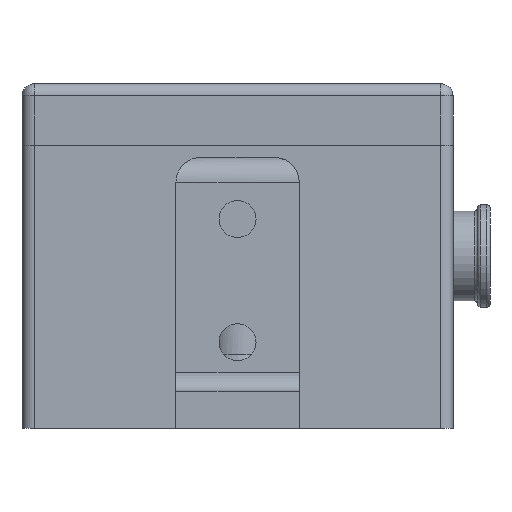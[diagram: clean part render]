
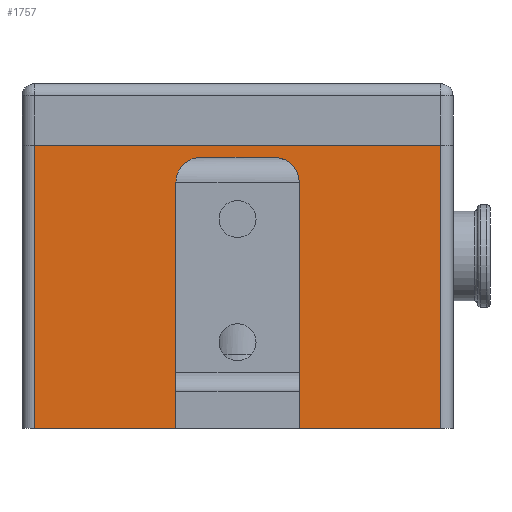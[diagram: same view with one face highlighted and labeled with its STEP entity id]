
A CAD part, front view. The second image highlights one B-rep face of the part: STEP entity #1757.
In plain terms, the highlighted planar face has unit normal (0, -1, 0).
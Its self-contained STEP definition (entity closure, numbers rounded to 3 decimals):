
#43=FACE_BOUND('',#593,.T.);
#44=FACE_BOUND('',#594,.T.);
#80=PLANE('',#1963);
#158=LINE('',#2925,#286);
#162=LINE('',#2938,#290);
#163=LINE('',#2941,#291);
#164=LINE('',#2942,#292);
#286=VECTOR('',#2377,10.);
#290=VECTOR('',#2393,10.);
#291=VECTOR('',#2396,10.);
#292=VECTOR('',#2397,10.);
#469=FACE_OUTER_BOUND('',#592,.T.);
#592=EDGE_LOOP('',(#1451,#1452,#1453,#1454));
#593=EDGE_LOOP('',(#1455));
#594=EDGE_LOOP('',(#1456));
#698=CIRCLE('',#1895,1.5);
#700=CIRCLE('',#1898,1.5);
#822=VERTEX_POINT('',#2784);
#824=VERTEX_POINT('',#2790);
#874=VERTEX_POINT('',#2922);
#875=VERTEX_POINT('',#2924);
#878=VERTEX_POINT('',#2936);
#879=VERTEX_POINT('',#2940);
#1011=EDGE_CURVE('',#822,#822,#698,.T.);
#1014=EDGE_CURVE('',#824,#824,#700,.T.);
#1079=EDGE_CURVE('',#874,#875,#158,.T.);
#1086=EDGE_CURVE('',#878,#874,#162,.T.);
#1087=EDGE_CURVE('',#879,#878,#163,.T.);
#1088=EDGE_CURVE('',#875,#879,#164,.T.);
#1451=ORIENTED_EDGE('',*,*,#1086,.F.);
#1452=ORIENTED_EDGE('',*,*,#1087,.F.);
#1453=ORIENTED_EDGE('',*,*,#1088,.F.);
#1454=ORIENTED_EDGE('',*,*,#1079,.F.);
#1455=ORIENTED_EDGE('',*,*,#1011,.T.);
#1456=ORIENTED_EDGE('',*,*,#1014,.T.);
#1757=ADVANCED_FACE('',(#469,#43,#44),#80,.T.);
#1895=AXIS2_PLACEMENT_3D('',#2785,#2228,#2229);
#1898=AXIS2_PLACEMENT_3D('',#2791,#2235,#2236);
#1963=AXIS2_PLACEMENT_3D('',#2939,#2394,#2395);
#2228=DIRECTION('center_axis',(0.,1.,0.));
#2229=DIRECTION('ref_axis',(1.,0.,0.));
#2235=DIRECTION('center_axis',(0.,1.,0.));
#2236=DIRECTION('ref_axis',(1.,0.,0.));
#2377=DIRECTION('',(-1.,0.,0.));
#2393=DIRECTION('',(0.,0.,-1.));
#2394=DIRECTION('center_axis',(0.,-1.,0.));
#2395=DIRECTION('ref_axis',(-1.,0.,0.));
#2396=DIRECTION('',(1.,0.,0.));
#2397=DIRECTION('',(0.,0.,1.));
#2784=CARTESIAN_POINT('',(16.,0.,-6.));
#2785=CARTESIAN_POINT('Origin',(17.5,0.,-6.));
#2790=CARTESIAN_POINT('',(16.,0.,-16.));
#2791=CARTESIAN_POINT('Origin',(17.5,0.,-16.));
#2922=CARTESIAN_POINT('',(34.,0.,-23.));
#2924=CARTESIAN_POINT('',(1.,0.,-23.));
#2925=CARTESIAN_POINT('',(0.,0.,-23.));
#2936=CARTESIAN_POINT('',(34.,0.,0.));
#2938=CARTESIAN_POINT('',(34.,0.,0.));
#2939=CARTESIAN_POINT('Origin',(35.,0.,0.));
#2940=CARTESIAN_POINT('',(1.,0.,0.));
#2941=CARTESIAN_POINT('',(0.,0.,0.));
#2942=CARTESIAN_POINT('',(1.,0.,0.));
